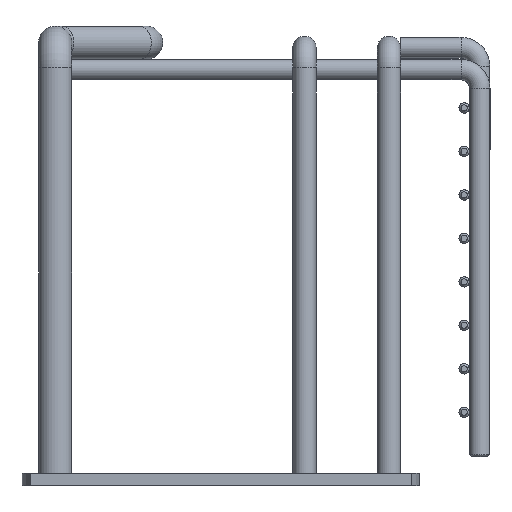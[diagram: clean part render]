
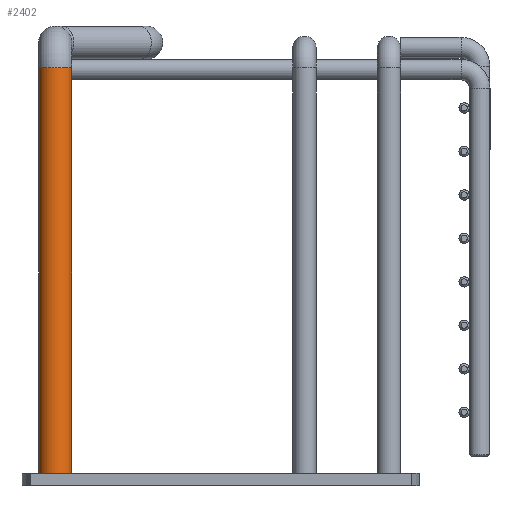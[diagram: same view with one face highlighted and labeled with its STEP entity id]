
A CAD part, left-side view. The second image highlights one B-rep face of the part: STEP entity #2402.
In plain terms, the highlighted cylindrical face has radius 4 mm (diameter 8 mm), a full revolution.
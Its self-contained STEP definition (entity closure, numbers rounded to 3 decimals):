
#2226=CARTESIAN_POINT('',(-145.5,26.,0.0));
#2227=VERTEX_POINT('',#2226);
#2228=CARTESIAN_POINT('',(-145.5,22.,0.0));
#2229=DIRECTION('',(0.0,0.0,1.0));
#2230=DIRECTION('',(0.0,-1.0,0.0));
#2231=AXIS2_PLACEMENT_3D('',#2228,#2229,#2230);
#2232=CIRCLE('',#2231,4.);
#2233=EDGE_CURVE('',#2227,#2227,#2232,.T.);
#2383=CARTESIAN_POINT('',(-145.5,22.,98.0));
#2384=DIRECTION('',(0.0,0.0,-1.0));
#2385=DIRECTION('',(0.0,-1.0,0.0));
#2386=AXIS2_PLACEMENT_3D('',#2383,#2384,#2385);
#2387=CYLINDRICAL_SURFACE('',#2386,4.);
#2388=ORIENTED_EDGE('',*,*,#2233,.T.);
#2389=EDGE_LOOP('',(#2388));
#2390=FACE_OUTER_BOUND('',#2389,.T.);
#2391=CARTESIAN_POINT('',(-145.5,26.,98.));
#2392=VERTEX_POINT('',#2391);
#2393=CARTESIAN_POINT('',(-145.5,22.,98.0));
#2394=DIRECTION('',(0.0,0.0,1.0));
#2395=DIRECTION('',(0.0,-1.0,0.0));
#2396=AXIS2_PLACEMENT_3D('',#2393,#2394,#2395);
#2397=CIRCLE('',#2396,4.);
#2398=EDGE_CURVE('',#2392,#2392,#2397,.T.);
#2399=ORIENTED_EDGE('',*,*,#2398,.F.);
#2400=EDGE_LOOP('',(#2399));
#2401=FACE_BOUND('',#2400,.T.);
#2402=ADVANCED_FACE('',(#2390,#2401),#2387,.T.);
